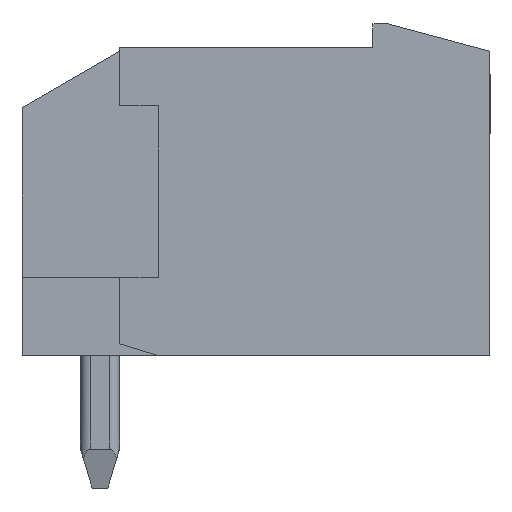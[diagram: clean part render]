
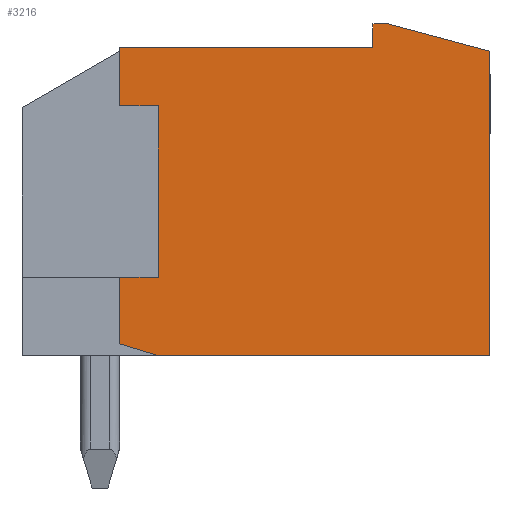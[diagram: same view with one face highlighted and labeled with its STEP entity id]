
A CAD part, left-side view. The second image highlights one B-rep face of the part: STEP entity #3216.
In plain terms, the highlighted planar face has unit normal (-1, 0, 0).
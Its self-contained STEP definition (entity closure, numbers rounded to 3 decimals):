
#11 = CARTESIAN_POINT ( 'NONE',  ( -4.1, 3.5, -1.8 ) ) ;
#57 = CARTESIAN_POINT ( 'NONE',  ( -4.1, 3.5, -3.5 ) ) ;
#113 = LINE ( 'NONE', #1279, #3714 ) ;
#198 = VECTOR ( 'NONE', #3963, 1000. ) ;
#422 = EDGE_CURVE ( 'NONE', #1226, #2683, #1277, .T. ) ;
#444 = DIRECTION ( 'NONE',  ( 0., 0., -1. ) ) ;
#461 = ORIENTED_EDGE ( 'NONE', *, *, #3828, .F. ) ;
#604 = VECTOR ( 'NONE', #4102, 1000. ) ;
#672 = EDGE_CURVE ( 'NONE', #4594, #1518, #4112, .T. ) ;
#740 = DIRECTION ( 'NONE',  ( 0., 0., -1. ) ) ;
#775 = VERTEX_POINT ( 'NONE', #11 ) ;
#986 = EDGE_CURVE ( 'NONE', #2683, #5812, #5608, .T. ) ;
#1002 = VECTOR ( 'NONE', #5573, 1000. ) ;
#1117 = LINE ( 'NONE', #5484, #3866 ) ;
#1195 = CARTESIAN_POINT ( 'NONE',  ( -4.1, -6., 4.101 ) ) ;
#1226 = VERTEX_POINT ( 'NONE', #5245 ) ;
#1277 = LINE ( 'NONE', #5571, #4682 ) ;
#1279 = CARTESIAN_POINT ( 'NONE',  ( -4.1, 5.15, 2.6 ) ) ;
#1413 = VECTOR ( 'NONE', #740, 1000. ) ;
#1433 = CARTESIAN_POINT ( 'NONE',  ( -4.1, -3.39, 4.7 ) ) ;
#1441 = EDGE_CURVE ( 'NONE', #1624, #4475, #3656, .T. ) ;
#1515 = ORIENTED_EDGE ( 'NONE', *, *, #1441, .T. ) ;
#1518 = VERTEX_POINT ( 'NONE', #5733 ) ;
#1624 = VERTEX_POINT ( 'NONE', #2699 ) ;
#1749 = DIRECTION ( 'NONE',  ( 0., 1., 0. ) ) ;
#1768 = LINE ( 'NONE', #5194, #604 ) ;
#1921 = LINE ( 'NONE', #4157, #198 ) ;
#1952 = LINE ( 'NONE', #4296, #1002 ) ;
#2000 = DIRECTION ( 'NONE',  ( 0., -1., 0. ) ) ;
#2046 = DIRECTION ( 'NONE',  ( 0., 1., 0. ) ) ;
#2138 = VERTEX_POINT ( 'NONE', #2339 ) ;
#2146 = DIRECTION ( 'NONE',  ( 0., -1., 0. ) ) ;
#2186 = CARTESIAN_POINT ( 'NONE',  ( -4.1, -6., -3.8 ) ) ;
#2260 = DIRECTION ( 'NONE',  ( 0., 0.956, 0.292 ) ) ;
#2285 = ORIENTED_EDGE ( 'NONE', *, *, #2654, .F. ) ;
#2317 = EDGE_CURVE ( 'NONE', #2700, #775, #1117, .T. ) ;
#2339 = CARTESIAN_POINT ( 'NONE',  ( -4.1, 2.5, -1.8 ) ) ;
#2385 = VECTOR ( 'NONE', #2000, 1000. ) ;
#2426 = FACE_OUTER_BOUND ( 'NONE', #2472, .T. ) ;
#2472 = EDGE_LOOP ( 'NONE', ( #5632, #5737, #1515, #461, #2285, #4246, #4879, #5058, #4939, #4563, #2592, #5996 ) ) ;
#2592 = ORIENTED_EDGE ( 'NONE', *, *, #2815, .F. ) ;
#2654 = EDGE_CURVE ( 'NONE', #1226, #4649, #3557, .T. ) ;
#2683 = VERTEX_POINT ( 'NONE', #5412 ) ;
#2699 = CARTESIAN_POINT ( 'NONE',  ( -4.1, 2.519, -3.8 ) ) ;
#2700 = VERTEX_POINT ( 'NONE', #57 ) ;
#2815 = EDGE_CURVE ( 'NONE', #2138, #4476, #1921, .T. ) ;
#2924 = DIRECTION ( 'NONE',  ( 0., 0., -1. ) ) ;
#3048 = CARTESIAN_POINT ( 'NONE',  ( -4.1, 3.5, 4.101 ) ) ;
#3216 = ADVANCED_FACE ( 'NONE', ( #2426 ), #4901, .F. ) ;
#3238 = DIRECTION ( 'NONE',  ( 0., 0., 1. ) ) ;
#3279 = EDGE_CURVE ( 'NONE', #4594, #5812, #3806, .T. ) ;
#3280 = VECTOR ( 'NONE', #4337, 1000. ) ;
#3384 = CARTESIAN_POINT ( 'NONE',  ( -4.1, -6., -3.8 ) ) ;
#3445 = EDGE_CURVE ( 'NONE', #4476, #1518, #113, .T. ) ;
#3557 = LINE ( 'NONE', #1433, #3280 ) ;
#3594 = CARTESIAN_POINT ( 'NONE',  ( -4.1, -6., 4.001 ) ) ;
#3656 = LINE ( 'NONE', #2186, #2385 ) ;
#3687 = CARTESIAN_POINT ( 'NONE',  ( -4.1, 3.5, 4.101 ) ) ;
#3714 = VECTOR ( 'NONE', #2046, 1000. ) ;
#3743 = CARTESIAN_POINT ( 'NONE',  ( -4.1, -3., 4.101 ) ) ;
#3800 = VECTOR ( 'NONE', #444, 1000. ) ;
#3806 = LINE ( 'NONE', #1195, #5508 ) ;
#3828 = EDGE_CURVE ( 'NONE', #4649, #4475, #1768, .T. ) ;
#3866 = VECTOR ( 'NONE', #3238, 1000. ) ;
#3963 = DIRECTION ( 'NONE',  ( 0., 0., 1. ) ) ;
#4079 = EDGE_CURVE ( 'NONE', #1624, #2700, #5994, .T. ) ;
#4102 = DIRECTION ( 'NONE',  ( 0., 0., -1. ) ) ;
#4112 = LINE ( 'NONE', #3048, #3800 ) ;
#4129 = CARTESIAN_POINT ( 'NONE',  ( -4.1, 2.519, -3.8 ) ) ;
#4157 = CARTESIAN_POINT ( 'NONE',  ( -4.1, 2.5, -3.8 ) ) ;
#4201 = VECTOR ( 'NONE', #2260, 1000. ) ;
#4246 = ORIENTED_EDGE ( 'NONE', *, *, #422, .T. ) ;
#4291 = CARTESIAN_POINT ( 'NONE',  ( -4.1, -6., -3.8 ) ) ;
#4296 = CARTESIAN_POINT ( 'NONE',  ( -4.1, 5.15, -1.8 ) ) ;
#4337 = DIRECTION ( 'NONE',  ( 0., -0.966, -0.259 ) ) ;
#4475 = VERTEX_POINT ( 'NONE', #3384 ) ;
#4476 = VERTEX_POINT ( 'NONE', #5154 ) ;
#4489 = DIRECTION ( 'NONE',  ( 1., 0., 0. ) ) ;
#4563 = ORIENTED_EDGE ( 'NONE', *, *, #3445, .F. ) ;
#4594 = VERTEX_POINT ( 'NONE', #3687 ) ;
#4649 = VERTEX_POINT ( 'NONE', #3594 ) ;
#4682 = VECTOR ( 'NONE', #1749, 1000. ) ;
#4879 = ORIENTED_EDGE ( 'NONE', *, *, #986, .T. ) ;
#4901 = PLANE ( 'NONE',  #5468 ) ;
#4939 = ORIENTED_EDGE ( 'NONE', *, *, #672, .T. ) ;
#5058 = ORIENTED_EDGE ( 'NONE', *, *, #3279, .F. ) ;
#5154 = CARTESIAN_POINT ( 'NONE',  ( -4.1, 2.5, 2.6 ) ) ;
#5194 = CARTESIAN_POINT ( 'NONE',  ( -4.1, -6., -3.8 ) ) ;
#5245 = CARTESIAN_POINT ( 'NONE',  ( -4.1, -3.39, 4.7 ) ) ;
#5412 = CARTESIAN_POINT ( 'NONE',  ( -4.1, -3., 4.7 ) ) ;
#5468 = AXIS2_PLACEMENT_3D ( 'NONE', #4291, #4489, #2924 ) ;
#5484 = CARTESIAN_POINT ( 'NONE',  ( -4.1, 3.5, -3.8 ) ) ;
#5508 = VECTOR ( 'NONE', #2146, 1000. ) ;
#5568 = CARTESIAN_POINT ( 'NONE',  ( -4.1, -3., 4.101 ) ) ;
#5571 = CARTESIAN_POINT ( 'NONE',  ( -4.1, -6., 4.7 ) ) ;
#5573 = DIRECTION ( 'NONE',  ( 0., -1., 0. ) ) ;
#5608 = LINE ( 'NONE', #3743, #1413 ) ;
#5632 = ORIENTED_EDGE ( 'NONE', *, *, #2317, .F. ) ;
#5733 = CARTESIAN_POINT ( 'NONE',  ( -4.1, 3.5, 2.6 ) ) ;
#5737 = ORIENTED_EDGE ( 'NONE', *, *, #4079, .F. ) ;
#5812 = VERTEX_POINT ( 'NONE', #5568 ) ;
#5857 = EDGE_CURVE ( 'NONE', #775, #2138, #1952, .T. ) ;
#5994 = LINE ( 'NONE', #4129, #4201 ) ;
#5996 = ORIENTED_EDGE ( 'NONE', *, *, #5857, .F. ) ;
